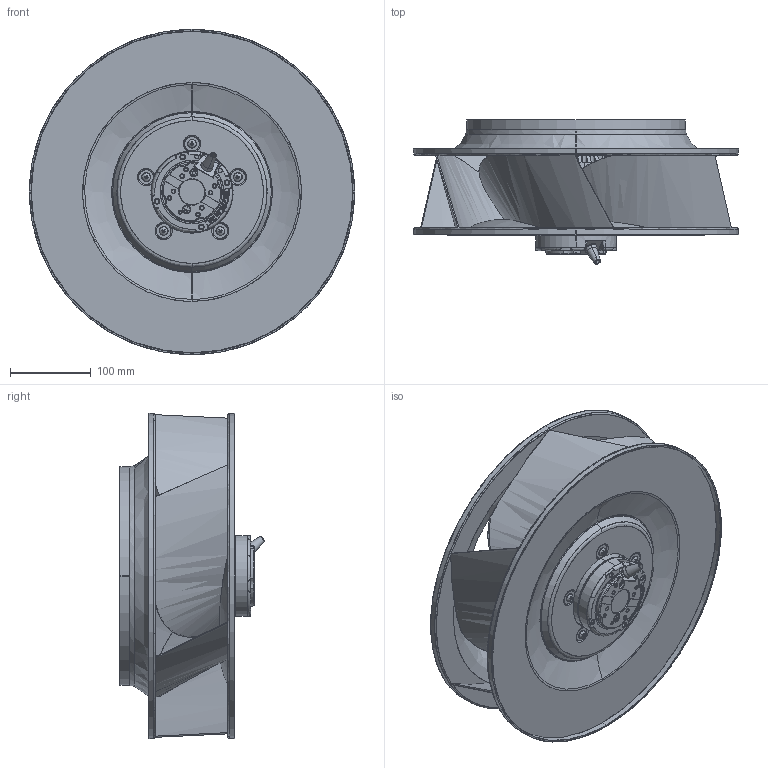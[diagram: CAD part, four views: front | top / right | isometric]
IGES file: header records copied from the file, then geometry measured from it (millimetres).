
Start section: SolidWorks IGES file using analytic representation for surfaces
Bounding box: 404 x 179.15 x 404 mm (x, y, z)
Surface area: 787659 mm2 (no closed solid volume)
Topology: 0 solids, 0 shells, 1650 faces, 15137 edges, 15113 vertices
Faces by surface type: bspline 1247, revolution 403
